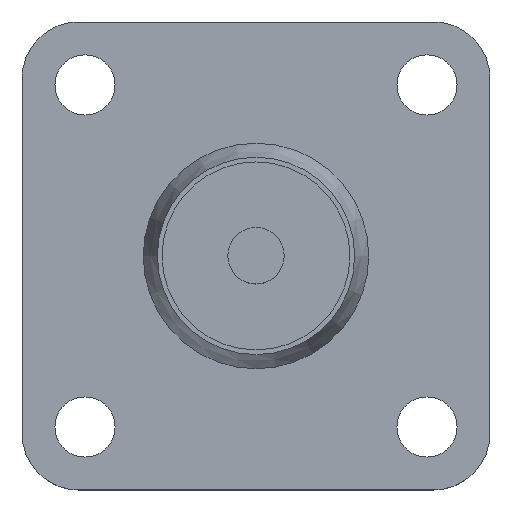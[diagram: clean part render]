
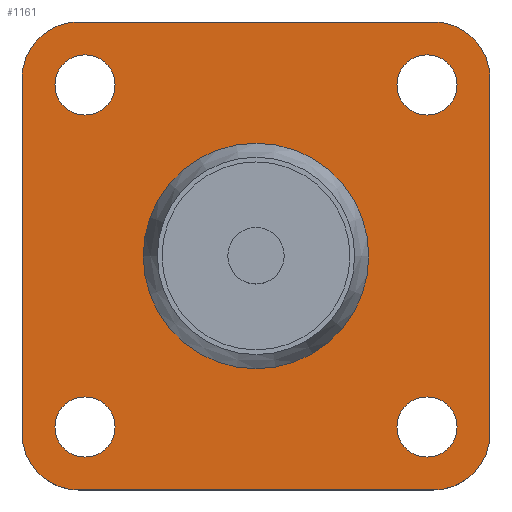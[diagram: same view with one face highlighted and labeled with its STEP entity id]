
A CAD part, top view. The second image highlights one B-rep face of the part: STEP entity #1161.
In plain terms, the highlighted planar face has unit normal (0, 0, 1).
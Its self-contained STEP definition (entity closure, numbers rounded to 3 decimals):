
#35=FACE_BOUND('',#201,.T.);
#36=FACE_BOUND('',#202,.T.);
#37=FACE_BOUND('',#203,.T.);
#38=FACE_BOUND('',#204,.T.);
#39=FACE_BOUND('',#205,.T.);
#53=PLANE('',#1280);
#120=FACE_OUTER_BOUND('',#200,.T.);
#200=EDGE_LOOP('',(#954,#955,#956,#957,#958,#959,#960,#961));
#201=EDGE_LOOP('',(#962));
#202=EDGE_LOOP('',(#963));
#203=EDGE_LOOP('',(#964));
#204=EDGE_LOOP('',(#965));
#205=EDGE_LOOP('',(#966));
#247=CIRCLE('',#1242,6.);
#257=CIRCLE('',#1255,1.6);
#259=CIRCLE('',#1259,1.6);
#261=CIRCLE('',#1263,1.6);
#263=CIRCLE('',#1267,1.6);
#264=CIRCLE('',#1270,3.);
#265=CIRCLE('',#1273,3.);
#266=CIRCLE('',#1276,3.);
#267=CIRCLE('',#1279,3.);
#352=LINE('',#3606,#429);
#355=LINE('',#3614,#432);
#358=LINE('',#3622,#435);
#361=LINE('',#3630,#438);
#429=VECTOR('',#1495,10.);
#432=VECTOR('',#1504,10.);
#435=VECTOR('',#1513,10.);
#438=VECTOR('',#1522,10.);
#517=VERTEX_POINT('',#3542);
#531=VERTEX_POINT('',#3575);
#533=VERTEX_POINT('',#3583);
#535=VERTEX_POINT('',#3591);
#537=VERTEX_POINT('',#3599);
#538=VERTEX_POINT('',#3603);
#539=VERTEX_POINT('',#3605);
#540=VERTEX_POINT('',#3609);
#541=VERTEX_POINT('',#3613);
#542=VERTEX_POINT('',#3617);
#543=VERTEX_POINT('',#3621);
#544=VERTEX_POINT('',#3625);
#545=VERTEX_POINT('',#3629);
#648=EDGE_CURVE('',#517,#517,#247,.T.);
#663=EDGE_CURVE('',#531,#531,#257,.T.);
#667=EDGE_CURVE('',#533,#533,#259,.T.);
#671=EDGE_CURVE('',#535,#535,#261,.T.);
#675=EDGE_CURVE('',#537,#537,#263,.T.);
#678=EDGE_CURVE('',#539,#538,#352,.T.);
#680=EDGE_CURVE('',#540,#539,#264,.T.);
#682=EDGE_CURVE('',#541,#540,#355,.T.);
#684=EDGE_CURVE('',#542,#541,#265,.T.);
#686=EDGE_CURVE('',#543,#542,#358,.T.);
#688=EDGE_CURVE('',#544,#543,#266,.T.);
#690=EDGE_CURVE('',#545,#544,#361,.T.);
#692=EDGE_CURVE('',#538,#545,#267,.T.);
#954=ORIENTED_EDGE('',*,*,#692,.T.);
#955=ORIENTED_EDGE('',*,*,#690,.T.);
#956=ORIENTED_EDGE('',*,*,#688,.T.);
#957=ORIENTED_EDGE('',*,*,#686,.T.);
#958=ORIENTED_EDGE('',*,*,#684,.T.);
#959=ORIENTED_EDGE('',*,*,#682,.T.);
#960=ORIENTED_EDGE('',*,*,#680,.T.);
#961=ORIENTED_EDGE('',*,*,#678,.T.);
#962=ORIENTED_EDGE('',*,*,#648,.T.);
#963=ORIENTED_EDGE('',*,*,#667,.T.);
#964=ORIENTED_EDGE('',*,*,#663,.T.);
#965=ORIENTED_EDGE('',*,*,#671,.T.);
#966=ORIENTED_EDGE('',*,*,#675,.T.);
#1161=ADVANCED_FACE('',(#120,#35,#36,#37,#38,#39),#53,.T.);
#1242=AXIS2_PLACEMENT_3D('',#3544,#1428,#1429);
#1255=AXIS2_PLACEMENT_3D('',#3576,#1459,#1460);
#1259=AXIS2_PLACEMENT_3D('',#3584,#1469,#1470);
#1263=AXIS2_PLACEMENT_3D('',#3592,#1479,#1480);
#1267=AXIS2_PLACEMENT_3D('',#3600,#1489,#1490);
#1270=AXIS2_PLACEMENT_3D('',#3610,#1499,#1500);
#1273=AXIS2_PLACEMENT_3D('',#3618,#1508,#1509);
#1276=AXIS2_PLACEMENT_3D('',#3626,#1517,#1518);
#1279=AXIS2_PLACEMENT_3D('',#3633,#1526,#1527);
#1280=AXIS2_PLACEMENT_3D('',#3634,#1528,#1529);
#1428=DIRECTION('center_axis',(0.,0.,-1.));
#1429=DIRECTION('ref_axis',(-1.,0.,0.));
#1459=DIRECTION('center_axis',(0.,0.,-1.));
#1460=DIRECTION('ref_axis',(1.,0.,0.));
#1469=DIRECTION('center_axis',(0.,0.,-1.));
#1470=DIRECTION('ref_axis',(1.,0.,0.));
#1479=DIRECTION('center_axis',(0.,0.,-1.));
#1480=DIRECTION('ref_axis',(1.,0.,0.));
#1489=DIRECTION('center_axis',(0.,0.,-1.));
#1490=DIRECTION('ref_axis',(1.,0.,0.));
#1495=DIRECTION('',(0.,-1.,0.));
#1499=DIRECTION('center_axis',(0.,0.,1.));
#1500=DIRECTION('ref_axis',(0.,1.,0.));
#1504=DIRECTION('',(-1.,0.,0.));
#1508=DIRECTION('center_axis',(0.,0.,1.));
#1509=DIRECTION('ref_axis',(1.,0.,0.));
#1513=DIRECTION('',(0.,1.,0.));
#1517=DIRECTION('center_axis',(0.,0.,1.));
#1518=DIRECTION('ref_axis',(0.,-1.,0.));
#1522=DIRECTION('',(1.,0.,0.));
#1526=DIRECTION('center_axis',(0.,0.,1.));
#1527=DIRECTION('ref_axis',(-1.,0.,0.));
#1528=DIRECTION('center_axis',(0.,0.,1.));
#1529=DIRECTION('ref_axis',(1.,0.,0.));
#3542=CARTESIAN_POINT('',(6.,0.,2.));
#3544=CARTESIAN_POINT('Origin',(0.,0.,2.));
#3575=CARTESIAN_POINT('',(-10.7,-9.1,2.));
#3576=CARTESIAN_POINT('Origin',(-9.1,-9.1,2.));
#3583=CARTESIAN_POINT('',(-10.7,9.1,2.));
#3584=CARTESIAN_POINT('Origin',(-9.1,9.1,2.));
#3591=CARTESIAN_POINT('',(7.5,9.1,2.));
#3592=CARTESIAN_POINT('Origin',(9.1,9.1,2.));
#3599=CARTESIAN_POINT('',(7.5,-9.1,2.));
#3600=CARTESIAN_POINT('Origin',(9.1,-9.1,2.));
#3603=CARTESIAN_POINT('',(-12.45,-9.45,2.));
#3605=CARTESIAN_POINT('',(-12.45,9.45,2.));
#3606=CARTESIAN_POINT('',(-12.45,9.45,2.));
#3609=CARTESIAN_POINT('',(-9.45,12.45,2.));
#3610=CARTESIAN_POINT('Origin',(-9.45,9.45,2.));
#3613=CARTESIAN_POINT('',(9.45,12.45,2.));
#3614=CARTESIAN_POINT('',(9.45,12.45,2.));
#3617=CARTESIAN_POINT('',(12.45,9.45,2.));
#3618=CARTESIAN_POINT('Origin',(9.45,9.45,2.));
#3621=CARTESIAN_POINT('',(12.45,-9.45,2.));
#3622=CARTESIAN_POINT('',(12.45,-9.45,2.));
#3625=CARTESIAN_POINT('',(9.45,-12.45,2.));
#3626=CARTESIAN_POINT('Origin',(9.45,-9.45,2.));
#3629=CARTESIAN_POINT('',(-9.45,-12.45,2.));
#3630=CARTESIAN_POINT('',(-9.45,-12.45,2.));
#3633=CARTESIAN_POINT('Origin',(-9.45,-9.45,2.));
#3634=CARTESIAN_POINT('Origin',(0.,0.,2.));
